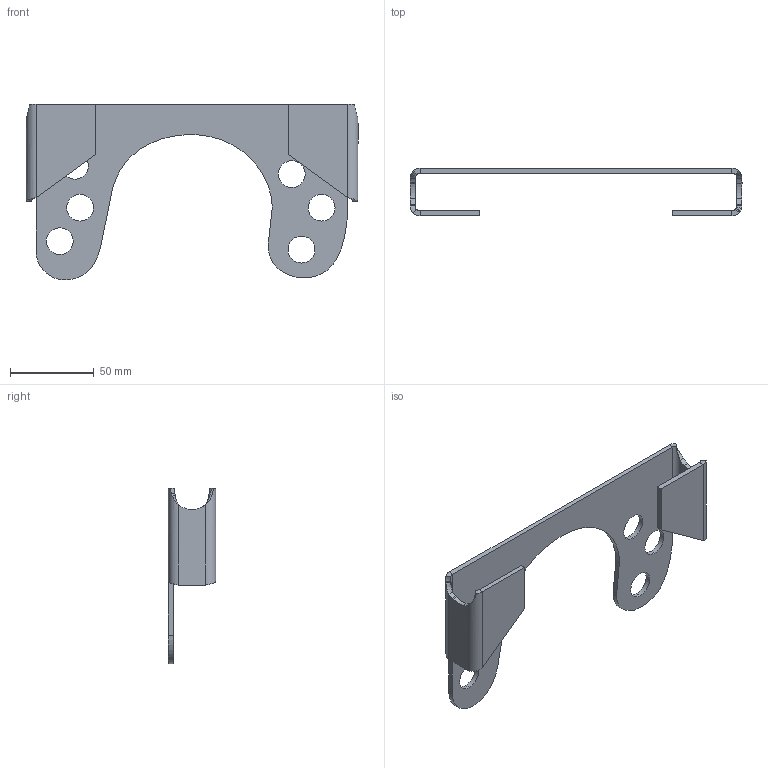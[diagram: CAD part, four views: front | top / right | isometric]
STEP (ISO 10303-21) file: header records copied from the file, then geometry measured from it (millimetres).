
FILE_DESCRIPTION (( 'STEP AP203' ), '1' );
FILE_NAME ('xmas bearing left_Default_sldprt.STEP', '2026-02-04T19:33:42', ( '' ), ( '' ), 'SwSTEP 2.0', 'SolidWorks 2025', '' );
FILE_SCHEMA (( 'CONFIG_CONTROL_DESIGN' ));
Length unit declared in the file: millimetre
Products named in the file (1): xmas bearing left_Default_sldprt
Bounding box: 198 x 28.4 x 104.71 mm (x, y, z)
Volume: 48663.6 mm3; surface area: 36150.2 mm2
Topology: 1 solids, 1 shells, 77 faces, 193 edges, 118 vertices
Faces by surface type: plane 29, cylinder 26, bspline 22
Entity records: 3085 total; most frequent: CARTESIAN_POINT 1292, ORIENTED_EDGE 386, DIRECTION 295, EDGE_CURVE 193, VERTEX_POINT 118, AXIS2_PLACEMENT_3D 100, LINE 95, VECTOR 95
